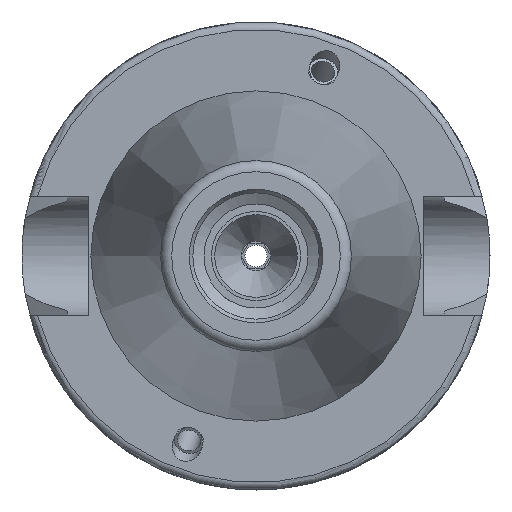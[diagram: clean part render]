
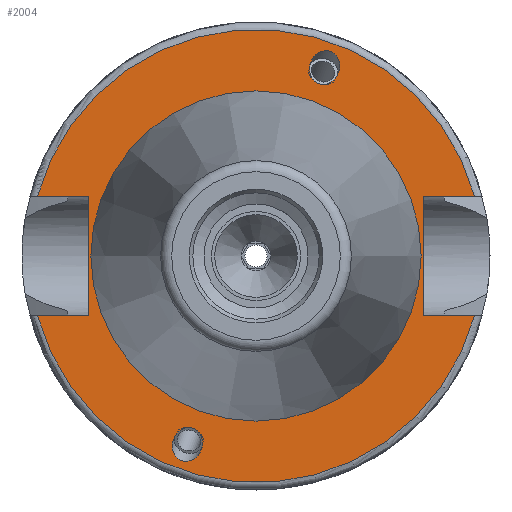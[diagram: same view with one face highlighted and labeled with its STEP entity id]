
A CAD part, left-side view. The second image highlights one B-rep face of the part: STEP entity #2004.
In plain terms, the highlighted planar face has unit normal (-1, 0, 0).
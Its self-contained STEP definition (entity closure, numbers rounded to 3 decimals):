
#59=FACE_BOUND('',#425,.T.);
#60=FACE_BOUND('',#426,.T.);
#61=FACE_BOUND('',#427,.T.);
#132=ELLIPSE('',#2136,2.309,2.);
#135=ELLIPSE('',#2149,2.309,2.);
#171=PLANE('',#2200);
#271=FACE_OUTER_BOUND('',#424,.T.);
#424=EDGE_LOOP('',(#1640,#1641,#1642,#1643,#1644,#1645,#1646,#1647));
#425=EDGE_LOOP('',(#1648));
#426=EDGE_LOOP('',(#1649));
#427=EDGE_LOOP('',(#1650));
#610=CIRCLE('',#2197,30.5);
#611=CIRCLE('',#2199,30.5);
#612=CIRCLE('',#2201,22.);
#727=LINE('',#3559,#833);
#732=LINE('',#3622,#838);
#734=LINE('',#3625,#840);
#738=LINE('',#3635,#844);
#743=LINE('',#3698,#849);
#745=LINE('',#3701,#851);
#833=VECTOR('',#2542,10.);
#838=VECTOR('',#2557,10.);
#840=VECTOR('',#2561,10.);
#844=VECTOR('',#2567,10.);
#849=VECTOR('',#2582,10.);
#851=VECTOR('',#2586,10.);
#986=VERTEX_POINT('',#3345);
#993=VERTEX_POINT('',#3445);
#1005=VERTEX_POINT('',#3556);
#1006=VERTEX_POINT('',#3558);
#1018=VERTEX_POINT('',#3619);
#1019=VERTEX_POINT('',#3621);
#1023=VERTEX_POINT('',#3632);
#1024=VERTEX_POINT('',#3634);
#1036=VERTEX_POINT('',#3695);
#1037=VERTEX_POINT('',#3697);
#1038=VERTEX_POINT('',#3725);
#1205=EDGE_CURVE('',#986,#986,#132,.T.);
#1214=EDGE_CURVE('',#993,#993,#135,.T.);
#1227=EDGE_CURVE('',#1006,#1005,#727,.T.);
#1242=EDGE_CURVE('',#1019,#1018,#732,.T.);
#1244=EDGE_CURVE('',#1005,#1019,#734,.T.);
#1248=EDGE_CURVE('',#1024,#1023,#738,.T.);
#1263=EDGE_CURVE('',#1037,#1036,#743,.T.);
#1265=EDGE_CURVE('',#1023,#1037,#745,.T.);
#1276=EDGE_CURVE('',#1024,#1018,#610,.T.);
#1277=EDGE_CURVE('',#1006,#1036,#611,.T.);
#1278=EDGE_CURVE('',#1038,#1038,#612,.T.);
#1640=ORIENTED_EDGE('',*,*,#1227,.T.);
#1641=ORIENTED_EDGE('',*,*,#1244,.T.);
#1642=ORIENTED_EDGE('',*,*,#1242,.T.);
#1643=ORIENTED_EDGE('',*,*,#1276,.F.);
#1644=ORIENTED_EDGE('',*,*,#1248,.T.);
#1645=ORIENTED_EDGE('',*,*,#1265,.T.);
#1646=ORIENTED_EDGE('',*,*,#1263,.T.);
#1647=ORIENTED_EDGE('',*,*,#1277,.F.);
#1648=ORIENTED_EDGE('',*,*,#1205,.T.);
#1649=ORIENTED_EDGE('',*,*,#1214,.T.);
#1650=ORIENTED_EDGE('',*,*,#1278,.T.);
#2004=ADVANCED_FACE('',(#271,#59,#60,#61),#171,.T.);
#2136=AXIS2_PLACEMENT_3D('',#3347,#2481,#2482);
#2149=AXIS2_PLACEMENT_3D('',#3447,#2507,#2508);
#2197=AXIS2_PLACEMENT_3D('',#3721,#2625,#2626);
#2199=AXIS2_PLACEMENT_3D('',#3723,#2629,#2630);
#2200=AXIS2_PLACEMENT_3D('',#3724,#2631,#2632);
#2201=AXIS2_PLACEMENT_3D('',#3726,#2633,#2634);
#2481=DIRECTION('center_axis',(1.,0.,0.));
#2482=DIRECTION('ref_axis',(0.,0.342,-0.94));
#2507=DIRECTION('center_axis',(1.,0.,0.));
#2508=DIRECTION('ref_axis',(0.,-0.342,0.94));
#2542=DIRECTION('',(0.,-1.,0.));
#2557=DIRECTION('',(0.,1.,0.));
#2561=DIRECTION('',(0.,0.,-1.));
#2567=DIRECTION('',(0.,1.,0.));
#2582=DIRECTION('',(0.,-1.,0.));
#2586=DIRECTION('',(0.,0.,1.));
#2625=DIRECTION('center_axis',(1.,0.,0.));
#2626=DIRECTION('ref_axis',(0.,0.,-1.));
#2629=DIRECTION('center_axis',(1.,0.,0.));
#2630=DIRECTION('ref_axis',(0.,0.,-1.));
#2631=DIRECTION('center_axis',(-1.,0.,0.));
#2632=DIRECTION('ref_axis',(0.,0.,1.));
#2633=DIRECTION('center_axis',(1.,0.,0.));
#2634=DIRECTION('ref_axis',(0.,0.,-1.));
#3345=CARTESIAN_POINT('',(67.4,-8.445,23.202));
#3347=CARTESIAN_POINT('Origin',(67.4,-9.235,25.372));
#3445=CARTESIAN_POINT('',(67.4,8.445,-23.202));
#3447=CARTESIAN_POINT('Origin',(67.4,9.235,-25.372));
#3556=CARTESIAN_POINT('',(67.4,22.5,8.05));
#3558=CARTESIAN_POINT('',(67.4,29.418,8.05));
#3559=CARTESIAN_POINT('',(67.4,32.5,8.05));
#3619=CARTESIAN_POINT('',(67.4,29.418,-8.05));
#3621=CARTESIAN_POINT('',(67.4,22.5,-8.05));
#3622=CARTESIAN_POINT('',(67.4,26.5,-8.05));
#3625=CARTESIAN_POINT('',(67.4,22.5,4.025));
#3632=CARTESIAN_POINT('',(67.4,-22.5,-8.05));
#3634=CARTESIAN_POINT('',(67.4,-29.418,-8.05));
#3635=CARTESIAN_POINT('',(67.4,-2.,-8.05));
#3695=CARTESIAN_POINT('',(67.4,-29.418,8.05));
#3697=CARTESIAN_POINT('',(67.4,-22.5,8.05));
#3698=CARTESIAN_POINT('',(67.4,4.,8.05));
#3701=CARTESIAN_POINT('',(67.4,-22.5,-4.025));
#3721=CARTESIAN_POINT('Origin',(67.4,0.,0.));
#3723=CARTESIAN_POINT('Origin',(67.4,0.,0.));
#3724=CARTESIAN_POINT('Origin',(67.4,30.5,0.));
#3725=CARTESIAN_POINT('',(67.4,22.,0.));
#3726=CARTESIAN_POINT('Origin',(67.4,0.,0.));
